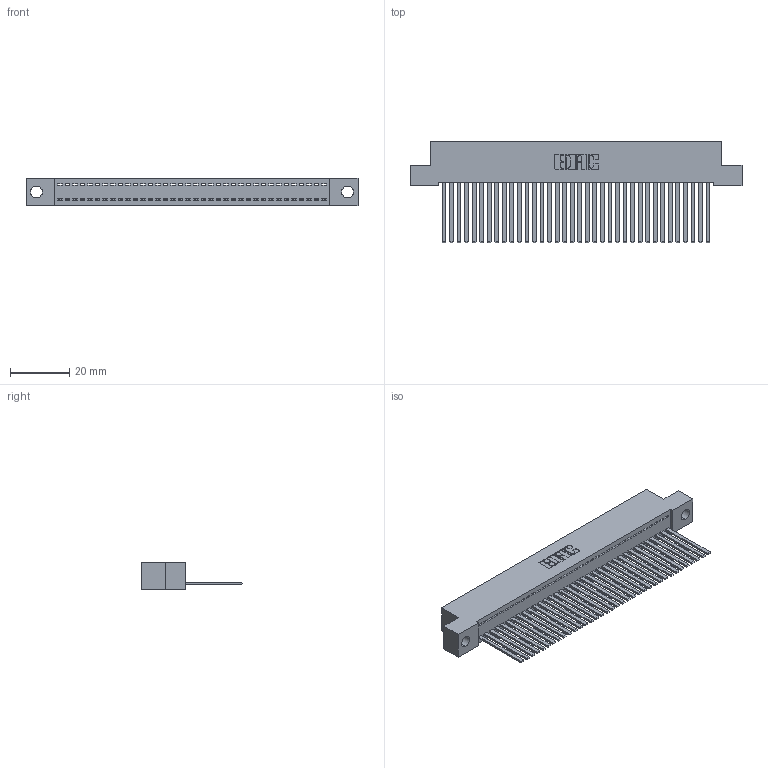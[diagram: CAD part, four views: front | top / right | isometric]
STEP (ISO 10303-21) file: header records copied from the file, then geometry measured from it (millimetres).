
FILE_DESCRIPTION (( 'STEP AP203' ), '1' );
FILE_NAME ('392-036-544-104.STEP', '2018-08-16T03:39:53', ( '' ), ( '' ), 'SwSTEP 2.0', 'SolidWorks 2016', '' );
FILE_SCHEMA (( 'CONFIG_CONTROL_DESIGN' ));
Length unit declared in the file: inch
Products named in the file (3): 342 Part_.156 TH; 345-292-001_345-293-144; 392-036-544-104
Assembly tree (37 placements, depth 2):
  392-036-544-104
    342 Part_.156 TH
    345-292-001_345-293-144  x36
Bounding box: 111.76 x 34.3 x 9.4 mm (x, y, z)
Volume: 10106.9 mm3; surface area: 15734.9 mm2
Topology: 37 solids, 37 shells, 1982 faces, 5987 edges, 3942 vertices
Faces by surface type: plane 1434, cylinder 548
Entity records: 22471 total; most frequent: CARTESIAN_POINT 3882, ORIENTED_EDGE 3854, DIRECTION 3283, EDGE_CURVE 1927, LINE 1803, VECTOR 1803, VERTEX_POINT 1282, AXIS2_PLACEMENT_3D 740
